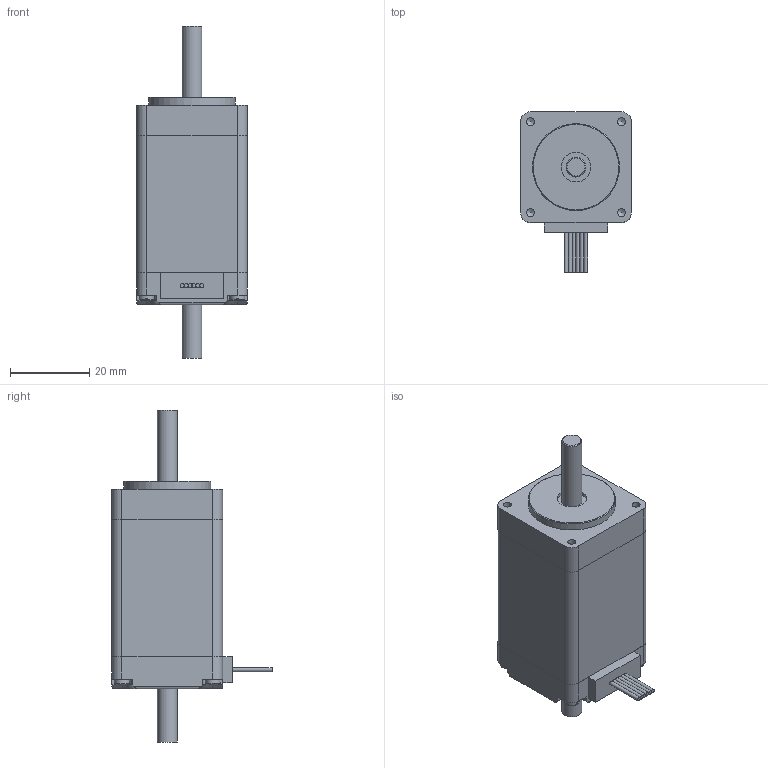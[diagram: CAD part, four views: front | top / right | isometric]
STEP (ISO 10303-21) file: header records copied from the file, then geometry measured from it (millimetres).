
FILE_DESCRIPTION(/* description */ (''),/* implementation_level */ '2;1');
FILE_NAME(/* name */ 'ST2818L1006-B.stp',/* time_stamp */ '2017-02-16T09:59:53+01:00',/* author */ ('schneid_cad'),/* organization */ (''),/* preprocessor_version */ 'ST-DEVELOPER v16.5',/* originating_system */ 'Autodesk Inventor 2017',/* authorisation */ '');
FILE_SCHEMA (('AUTOMOTIVE_DESIGN { 1 0 10303 214 3 1 1 }'));
Length unit declared in the file: millimetre
Products named in the file (1): ST2818L1006-B
Bounding box: 28 x 40.5 x 84 mm (x, y, z)
Volume: 40615.7 mm3; surface area: 11706.6 mm2
Topology: 9 solids, 12 shells, 164 faces, 376 edges, 238 vertices
Faces by surface type: plane 89, cylinder 57, cone 10, torus 8
Full cylindrical faces by diameter (mm): 0.5 x1, 1 x7, 2.013 x6, 2.2 x4, 3.8 x4, 5 x3, 7.5 x1, 22 x1
Entity records: 4545 total; most frequent: DIRECTION 815, CARTESIAN_POINT 710, ORIENTED_EDGE 664, EDGE_CURVE 327, AXIS2_PLACEMENT_3D 323, VERTEX_POINT 218, EDGE_LOOP 213, LINE 169
